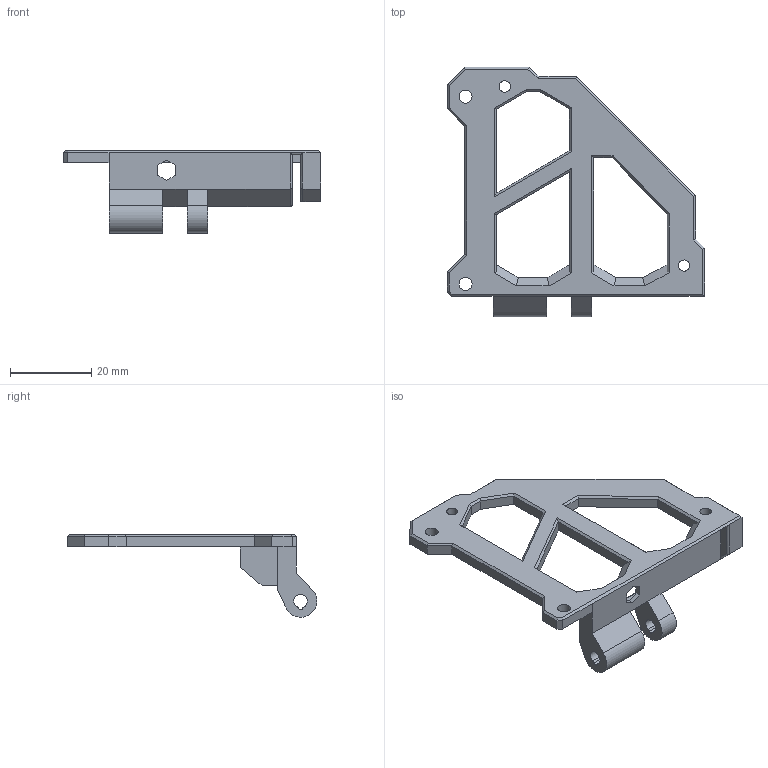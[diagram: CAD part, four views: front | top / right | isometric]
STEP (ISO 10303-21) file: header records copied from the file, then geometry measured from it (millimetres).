
FILE_DESCRIPTION(/* description */ (''),/* implementation_level */ '2;1');
FILE_NAME(/* name */ 'fan-door-R2.stp',/* time_stamp */ '2023-07-10T12:54:52+02:00',/* author */ ('Eliáš Knor'),/* organization */ (''),/* preprocessor_version */ 'ST-DEVELOPER v19',/* originating_system */ 'Autodesk Inventor 2023',/* authorisation */ '');
FILE_SCHEMA (('AUTOMOTIVE_DESIGN { 1 0 10303 214 3 1 1 }'));
Length unit declared in the file: millimetre
Products named in the file (1): fan-door
Bounding box: 63.25 x 61.32 x 20.25 mm (x, y, z)
Volume: 6957.4 mm3; surface area: 7139.5 mm2
Topology: 1 solids, 1 shells, 200 faces, 525 edges, 331 vertices
Faces by surface type: plane 146, cylinder 32, bspline 17, torus 3, cone 2
Full cylindrical faces by diameter (mm): 2.8 x2, 3.2 x2
Entity records: 6217 total; most frequent: CARTESIAN_POINT 1274, ORIENTED_EDGE 1052, DIRECTION 927, EDGE_CURVE 526, LINE 429, VECTOR 429, VERTEX_POINT 331, AXIS2_PLACEMENT_3D 249
